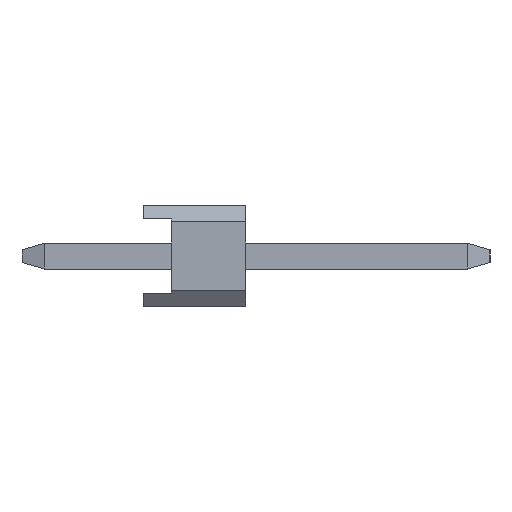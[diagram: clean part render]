
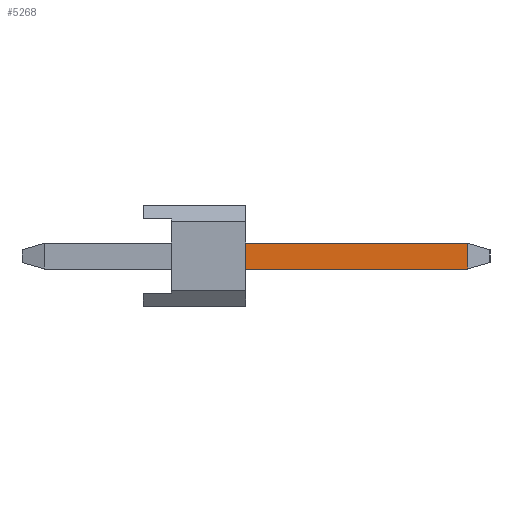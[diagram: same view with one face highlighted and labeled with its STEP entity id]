
A CAD part, left-side view. The second image highlights one B-rep face of the part: STEP entity #5268.
In plain terms, the highlighted planar face has unit normal (-1, 0, 0).
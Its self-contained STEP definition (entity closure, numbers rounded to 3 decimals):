
#2896=VERTEX_POINT('',#8451);
#3334=EDGE_CURVE('',#7058,#5888,#8930,.T.);
#3984=EDGE_CURVE('',#5888,#5142,#9633,.T.);
#5142=VERTEX_POINT('',#10889);
#5268=ADVANCED_FACE('',(#11033),#11034,.T.);
#5888=VERTEX_POINT('',#11717);
#6304=EDGE_CURVE('',#2896,#7058,#12175,.T.);
#7058=VERTEX_POINT('',#13008);
#7684=EDGE_CURVE('',#5142,#2896,#13743,.T.);
#8451=CARTESIAN_POINT('',(-21.91,-8.054,0.32));
#8930=LINE('',#15318,#15319);
#9633=LINE('',#16369,#16370);
#10889=CARTESIAN_POINT('',(-21.91,-2.54,0.32));
#11033=FACE_OUTER_BOUND('',#18396,.T.);
#11034=PLANE('',#18397);
#11717=CARTESIAN_POINT('',(-21.91,-2.54,-0.32));
#12175=LINE('',#20029,#20030);
#13008=CARTESIAN_POINT('',(-21.91,-8.054,-0.32));
#13743=LINE('',#22283,#22284);
#15318=CARTESIAN_POINT('',(-21.91,2.454,-0.32));
#15319=VECTOR('',#23850,1.0);
#16369=CARTESIAN_POINT('',(-21.91,-2.54,0.252));
#16370=VECTOR('',#24474,1.0);
#18396=EDGE_LOOP('',(#25747,#25748,#25749,#25750));
#18397=AXIS2_PLACEMENT_3D('',#25751,#25752,#25753);
#20029=CARTESIAN_POINT('',(-21.91,-8.054,0.5));
#20030=VECTOR('',#26865,1.0);
#22283=CARTESIAN_POINT('',(-21.91,-2.8,0.32));
#22284=VECTOR('',#28880,1.0);
#23850=DIRECTION('',(0.,1.0,0.));
#24474=DIRECTION('',(0.,0.,1.0));
#25747=ORIENTED_EDGE('',*,*,#3984,.F.);
#25748=ORIENTED_EDGE('',*,*,#3334,.F.);
#25749=ORIENTED_EDGE('',*,*,#6304,.F.);
#25750=ORIENTED_EDGE('',*,*,#7684,.F.);
#25751=CARTESIAN_POINT('',(-21.91,2.454,0.5));
#25752=DIRECTION('',(-1.0,0.,0.));
#25753=DIRECTION('',(0.,1.0,0.));
#26865=DIRECTION('',(0.0,0.,-1.0));
#28880=DIRECTION('',(0.,-1.0,0.));
